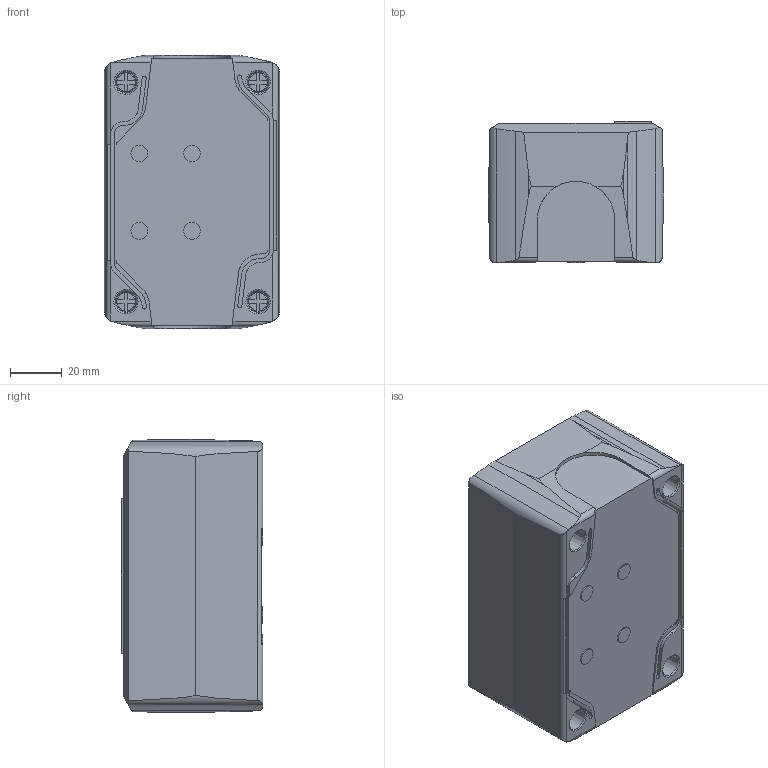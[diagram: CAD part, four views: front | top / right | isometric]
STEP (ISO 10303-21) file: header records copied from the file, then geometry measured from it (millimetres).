
FILE_DESCRIPTION(('STEP AP214'),'1');
FILE_NAME(' ',' ',('TraceParts'),('TraceParts S.A.'),'XStep 1.0',' ',' ');
FILE_SCHEMA(('automotive_design'));
Length unit declared in the file: millimetre
Products named in the file (1): 1
Bounding box: 68 x 54.85 x 106 mm (x, y, z)
Volume: 231624 mm3; surface area: 53492.6 mm2
Topology: 1 solids, 1 shells, 401 faces, 1111 edges, 739 vertices
Faces by surface type: plane 232, cylinder 105, torus 40, cone 24
Entity records: 28476 total; most frequent: CARTESIAN_POINT 5546, STYLED_ITEM 2251, PRESENTATION_STYLE_ASSIGNMENT 2251, COLOUR_RGB 2251, ORIENTED_EDGE 2222, DIRECTION 2196, EDGE_CURVE 1111, CURVE_STYLE 1111
